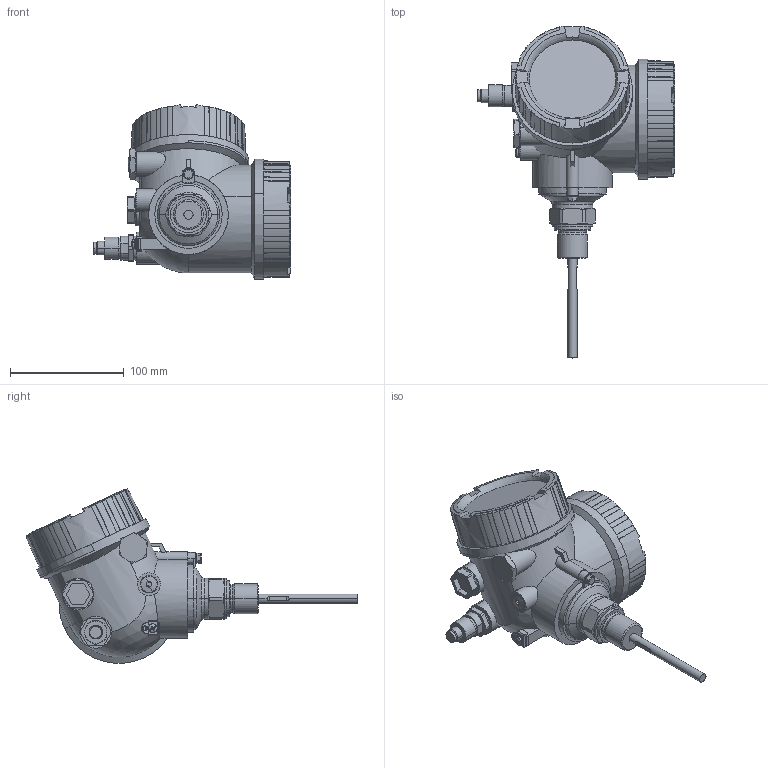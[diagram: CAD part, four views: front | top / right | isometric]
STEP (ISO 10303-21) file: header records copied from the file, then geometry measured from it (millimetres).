
FILE_DESCRIPTION((''),'2;1');
FILE_NAME('DM_CAD-2115_SW0001','2015-06-15T',('Creinig-se'),(''),'PRO/ENGINEER BY PARAMETRIC TECHNOLOGY CORPORATION, 2013050','PRO/ENGINEER BY PARAMETRIC TECHNOLOGY CORPORATION, 2013050','');
FILE_SCHEMA(('CONFIG_CONTROL_DESIGN'));
Length unit declared in the file: millimetre
Products named in the file (1): DM_CAD-2115_SW0001
Bounding box: 173.8 x 292.38 x 153.52 mm (x, y, z)
Volume: 1428286.1 mm3; surface area: 102063.5 mm2
Topology: 1 solids, 1 shells, 638 faces, 1889 edges, 1268 vertices
Faces by surface type: plane 278, cylinder 151, cone 133, torus 38, sphere 16, extrusion 14, bspline 8
Entity records: 31072 total; most frequent: CARTESIAN_POINT 7211, ORIENTED_EDGE 3750, DIRECTION 3696, EDGE_CURVE 1875, AXIS2_PLACEMENT_3D 1466, VERTEX_POINT 1287, FILL_AREA_STYLE_COLOUR 1018, FILL_AREA_STYLE 1018
